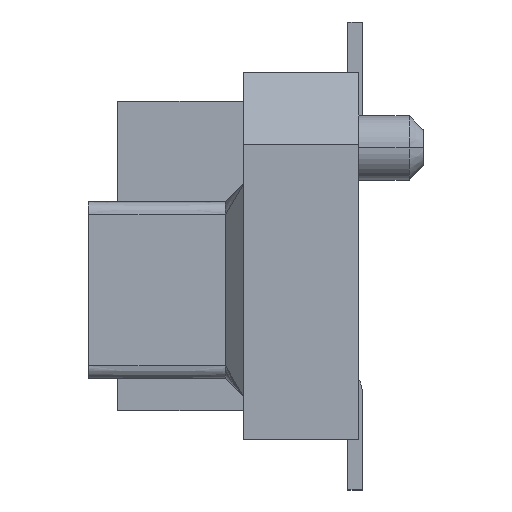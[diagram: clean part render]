
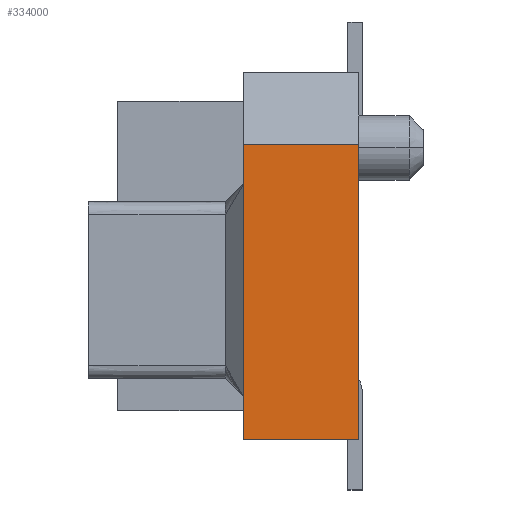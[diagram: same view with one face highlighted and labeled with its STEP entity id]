
A CAD part, left-side view. The second image highlights one B-rep face of the part: STEP entity #334000.
In plain terms, the highlighted planar face has unit normal (-1, 0, 0).
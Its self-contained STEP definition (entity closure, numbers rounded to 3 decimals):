
#180650=CARTESIAN_POINT('',(6.,-1.,-2.55));
#180660=VERTEX_POINT('',#180650);
#180690=CARTESIAN_POINT('',(6.,-1.,0.));
#180700=DIRECTION('',(0.,0.,1.));
#180710=VECTOR('',#180700,1.);
#180720=LINE('',#180690,#180710);
#180730=CARTESIAN_POINT('',(6.,-1.,1.55));
#180740=VERTEX_POINT('',#180730);
#180750=EDGE_CURVE('',#180660,#180740,#180720,.T.);
#188450=CARTESIAN_POINT('',(6.,0.6,1.55));
#188460=VERTEX_POINT('',#188450);
#188490=CARTESIAN_POINT('',(6.,0.6,0.));
#188500=DIRECTION('',(0.,0.,-1.));
#188510=VECTOR('',#188500,1.);
#188520=LINE('',#188490,#188510);
#188530=CARTESIAN_POINT('',(6.,0.6,-2.55));
#188540=VERTEX_POINT('',#188530);
#188550=EDGE_CURVE('',#188460,#188540,#188520,.T.);
#333170=CARTESIAN_POINT('',(6.,0.,-2.55));
#333180=DIRECTION('',(0.,-1.,0.));
#333190=VECTOR('',#333180,1.);
#333200=LINE('',#333170,#333190);
#333210=EDGE_CURVE('',#188540,#180660,#333200,.T.);
#333780=CARTESIAN_POINT('',(6.,0.,1.55));
#333790=DIRECTION('',(0.,1.,0.));
#333800=VECTOR('',#333790,1.);
#333810=LINE('',#333780,#333800);
#333820=EDGE_CURVE('',#180740,#188460,#333810,.T.);
#333890=CARTESIAN_POINT('',(6.,0.3,-0.5));
#333900=DIRECTION('',(-1.,0.,0.));
#333910=DIRECTION('',(0.,0.,1.));
#333920=AXIS2_PLACEMENT_3D('',#333890,#333900,#333910);
#333930=PLANE('',#333920);
#333940=ORIENTED_EDGE('',*,*,#180750,.T.);
#333950=ORIENTED_EDGE('',*,*,#333210,.T.);
#333960=ORIENTED_EDGE('',*,*,#188550,.T.);
#333970=ORIENTED_EDGE('',*,*,#333820,.T.);
#333980=EDGE_LOOP('',(#333970,#333960,#333950,#333940));
#333990=FACE_OUTER_BOUND('',#333980,.T.);
#334000=ADVANCED_FACE('',(#333990),#333930,.T.);
